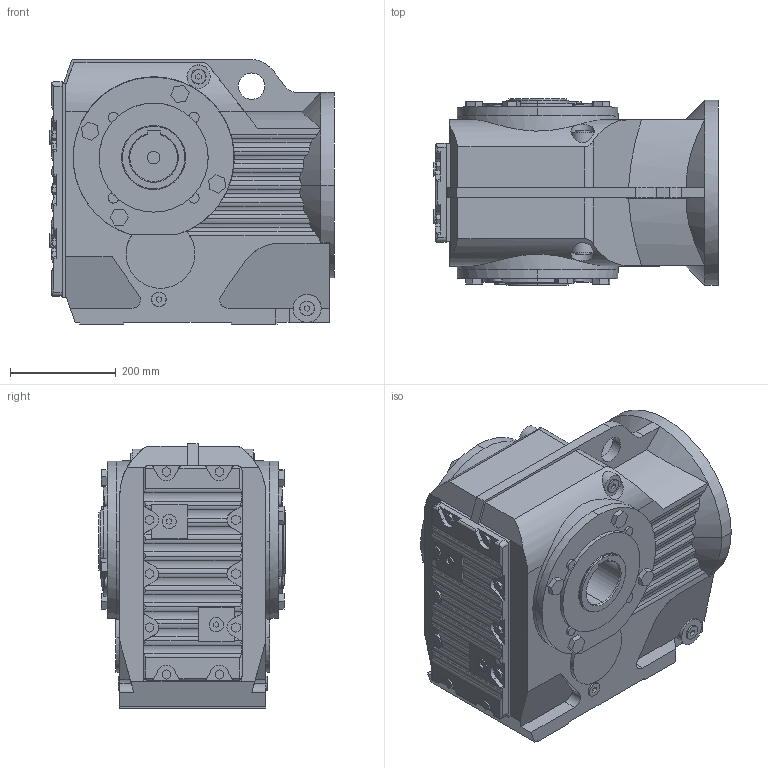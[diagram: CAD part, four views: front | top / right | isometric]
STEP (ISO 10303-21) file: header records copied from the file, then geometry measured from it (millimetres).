
FILE_DESCRIPTION(('STEP AP214'),'1');
FILE_NAME('cctmp_75C60353-51EE-48BA-89B8-86F77C56059D_2021_1_26_14_43_5_335..stp','2021-01-26T13:43:05',('SEW-EURODRIVE GmbH & Co KG'),('CADClick - www.CADClick.com'),'Spatial InterOp 3D postprocessed',' ','unknown authorization');
FILE_SCHEMA(('AUTOMOTIVE_DESIGN'));
Length unit declared in the file: millimetre
Products named in the file (1): 2021_01_26__14-43-05-319
Bounding box: 537 x 353 x 500 mm (x, y, z)
Volume: 65761678.2 mm3; surface area: 1309835 mm2
Topology: 1 solids, 23 shells, 714 faces, 1796 edges, 1184 vertices
Faces by surface type: plane 407, cylinder 291, cone 16
Entity records: 25884 total; most frequent: CARTESIAN_POINT 6613, ORIENTED_EDGE 3592, DIRECTION 3455, EDGE_CURVE 1796, VERTEX_POINT 1184, AXIS2_PLACEMENT_3D 1178, LINE 1099, VECTOR 1099
